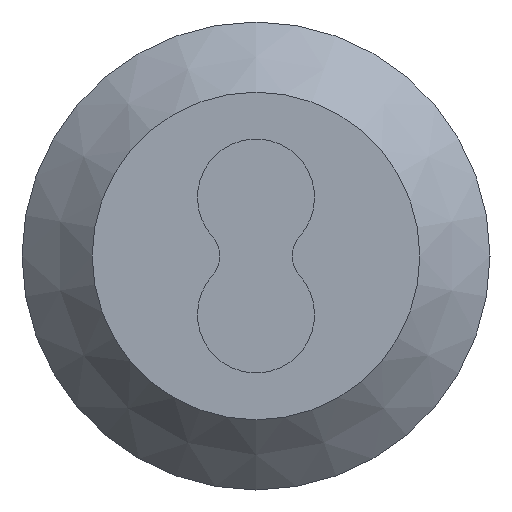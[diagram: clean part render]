
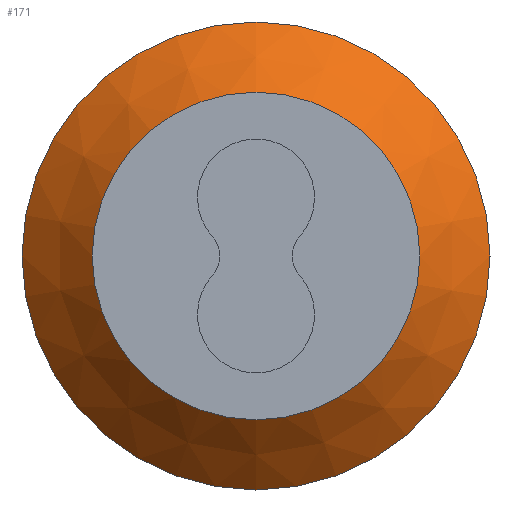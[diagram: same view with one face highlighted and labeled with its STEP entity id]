
A CAD part, left-side view. The second image highlights one B-rep face of the part: STEP entity #171.
In plain terms, the highlighted conical face has half-angle 45 degrees and reference radius 2 mm.
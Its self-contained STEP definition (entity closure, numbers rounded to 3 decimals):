
#35=FACE_BOUND($,#66,.T.);
#48=FACE_OUTER_BOUND($,#65,.T.);
#65=EDGE_LOOP($,(#152));
#66=EDGE_LOOP($,(#153));
#83=CIRCLE($,#199,1.4);
#84=CIRCLE($,#201,2.);
#98=VERTEX_POINT($,#306);
#99=VERTEX_POINT($,#309);
#117=EDGE_CURVE($,#98,#98,#83,.T.);
#118=EDGE_CURVE($,#99,#99,#84,.T.);
#152=ORIENTED_EDGE($,*,*,#117,.F.);
#153=ORIENTED_EDGE($,*,*,#118,.T.);
#159=CONICAL_SURFACE($,#200,2.,0.785);
#171=ADVANCED_FACE($,(#48,#35),#159,.T.);
#199=AXIS2_PLACEMENT_3D($,#307,#255,#256);
#200=AXIS2_PLACEMENT_3D($,#308,#257,#258);
#201=AXIS2_PLACEMENT_3D($,#310,#259,#260);
#255=DIRECTION('center_axis',(-1.,0.,0.));
#256=DIRECTION('ref_axis',(0.,0.,1.));
#257=DIRECTION('center_axis',(1.,0.,0.));
#258=DIRECTION('ref_axis',(0.,0.,-1.));
#259=DIRECTION('center_axis',(-1.,0.,0.));
#260=DIRECTION('ref_axis',(0.,0.,1.));
#306=CARTESIAN_POINT('',(-18.,0.,1.4));
#307=CARTESIAN_POINT('Origin',(-18.,0.,0.));
#308=CARTESIAN_POINT('Origin',(-17.4,0.,0.));
#309=CARTESIAN_POINT('',(-17.4,0.,2.));
#310=CARTESIAN_POINT('Origin',(-17.4,0.,0.));
